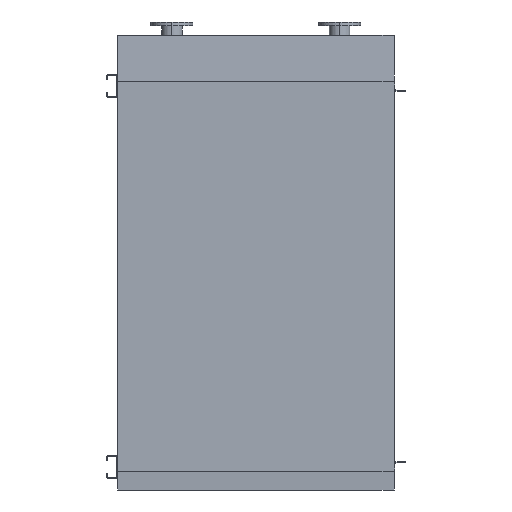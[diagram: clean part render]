
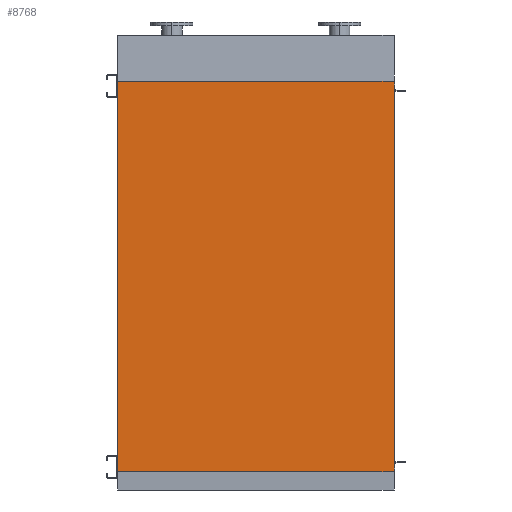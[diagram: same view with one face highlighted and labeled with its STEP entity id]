
A CAD part, front view. The second image highlights one B-rep face of the part: STEP entity #8768.
In plain terms, the highlighted planar face has unit normal (0, -1, 0).
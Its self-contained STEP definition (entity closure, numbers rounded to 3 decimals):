
#219 = CARTESIAN_POINT ( 'NONE',  ( -725., 0., 0. ) ) ;
#308 = ORIENTED_EDGE ( 'NONE', *, *, #8985, .F. ) ;
#1020 = VERTEX_POINT ( 'NONE', #2708 ) ;
#1625 = ORIENTED_EDGE ( 'NONE', *, *, #6721, .T. ) ;
#2061 = ORIENTED_EDGE ( 'NONE', *, *, #9761, .F. ) ;
#2708 = CARTESIAN_POINT ( 'NONE',  ( 725., 0., 0. ) ) ;
#2866 = LINE ( 'NONE', #4530, #9598 ) ;
#3420 = DIRECTION ( 'NONE',  ( 1., 0., 0. ) ) ;
#3435 = CARTESIAN_POINT ( 'NONE',  ( -725., 0., 0. ) ) ;
#3458 = DIRECTION ( 'NONE',  ( 0., 0., -1. ) ) ;
#3560 = CARTESIAN_POINT ( 'NONE',  ( -725., 0., -2050. ) ) ;
#3599 = VECTOR ( 'NONE', #4097, 1000. ) ;
#3612 = EDGE_LOOP ( 'NONE', ( #308, #2061, #9762, #1625 ) ) ;
#3903 = LINE ( 'NONE', #219, #3599 ) ;
#3932 = AXIS2_PLACEMENT_3D ( 'NONE', #7443, #6688, #3458 ) ;
#4071 = VERTEX_POINT ( 'NONE', #3435 ) ;
#4097 = DIRECTION ( 'NONE',  ( 1., 0., 0. ) ) ;
#4171 = DIRECTION ( 'NONE',  ( 0., 0., 1. ) ) ;
#4341 = PLANE ( 'NONE',  #3932 ) ;
#4366 = VECTOR ( 'NONE', #4171, 1000. ) ;
#4530 = CARTESIAN_POINT ( 'NONE',  ( -725., 0., -2050. ) ) ;
#4900 = CARTESIAN_POINT ( 'NONE',  ( 725., 0., -2050. ) ) ;
#5837 = VERTEX_POINT ( 'NONE', #4900 ) ;
#6688 = DIRECTION ( 'NONE',  ( 0., -1., 0. ) ) ;
#6721 = EDGE_CURVE ( 'NONE', #5837, #1020, #7992, .T. ) ;
#7143 = VECTOR ( 'NONE', #3420, 1000. ) ;
#7349 = EDGE_CURVE ( 'NONE', #7806, #5837, #8172, .T. ) ;
#7443 = CARTESIAN_POINT ( 'NONE',  ( -725., 0., -2050. ) ) ;
#7579 = DIRECTION ( 'NONE',  ( 0., 0., 1. ) ) ;
#7806 = VERTEX_POINT ( 'NONE', #8802 ) ;
#7992 = LINE ( 'NONE', #9461, #4366 ) ;
#8172 = LINE ( 'NONE', #3560, #7143 ) ;
#8768 = ADVANCED_FACE ( 'NONE', ( #9728 ), #4341, .T. ) ;
#8802 = CARTESIAN_POINT ( 'NONE',  ( -725., 0., -2050. ) ) ;
#8985 = EDGE_CURVE ( 'NONE', #4071, #1020, #3903, .T. ) ;
#9461 = CARTESIAN_POINT ( 'NONE',  ( 725., 0., -2050. ) ) ;
#9598 = VECTOR ( 'NONE', #7579, 1000. ) ;
#9728 = FACE_OUTER_BOUND ( 'NONE', #3612, .T. ) ;
#9761 = EDGE_CURVE ( 'NONE', #7806, #4071, #2866, .T. ) ;
#9762 = ORIENTED_EDGE ( 'NONE', *, *, #7349, .T. ) ;
